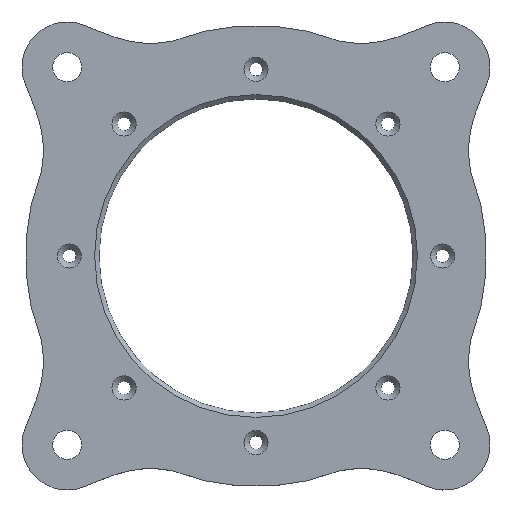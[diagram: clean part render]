
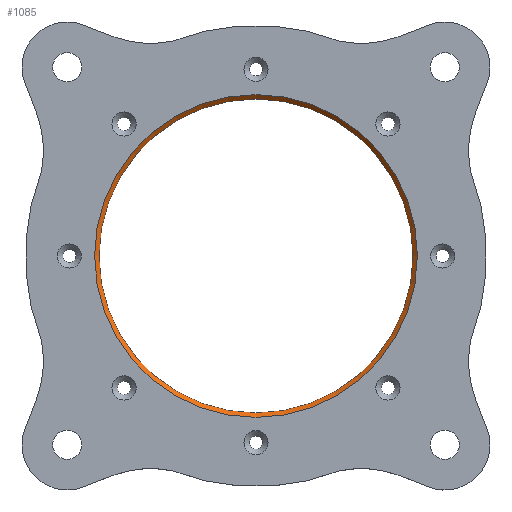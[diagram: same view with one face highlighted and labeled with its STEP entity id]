
A CAD part, top view. The second image highlights one B-rep face of the part: STEP entity #1085.
In plain terms, the highlighted conical face has half-angle 45 degrees and reference radius 36.25 mm.
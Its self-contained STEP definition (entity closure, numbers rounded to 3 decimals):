
#144=FACE_OUTER_BOUND('',#227,.T.);
#227=EDGE_LOOP('',(#1015,#1016,#1017,#1018));
#298=LINE('',#1908,#369);
#369=VECTOR('',#1595,36.25);
#430=CIRCLE('',#1185,36.75);
#453=CIRCLE('',#1238,35.75);
#522=VERTEX_POINT('',#1782);
#553=VERTEX_POINT('',#1903);
#646=EDGE_CURVE('',#522,#522,#430,.T.);
#706=EDGE_CURVE('',#553,#553,#453,.T.);
#708=EDGE_CURVE('',#522,#553,#298,.T.);
#1015=ORIENTED_EDGE('',*,*,#646,.T.);
#1016=ORIENTED_EDGE('',*,*,#708,.T.);
#1017=ORIENTED_EDGE('',*,*,#706,.T.);
#1018=ORIENTED_EDGE('',*,*,#708,.F.);
#1028=CONICAL_SURFACE('',#1240,36.25,0.785);
#1085=ADVANCED_FACE('',(#144),#1028,.F.);
#1185=AXIS2_PLACEMENT_3D('',#1783,#1445,#1446);
#1238=AXIS2_PLACEMENT_3D('',#1904,#1588,#1589);
#1240=AXIS2_PLACEMENT_3D('',#1907,#1593,#1594);
#1445=DIRECTION('center_axis',(0.,0.,1.));
#1446=DIRECTION('ref_axis',(1.,0.,0.));
#1588=DIRECTION('center_axis',(0.,0.,-1.));
#1589=DIRECTION('ref_axis',(1.,0.,0.));
#1593=DIRECTION('center_axis',(0.,0.,1.));
#1594=DIRECTION('ref_axis',(1.,0.,0.));
#1595=DIRECTION('',(0.707,0.,-0.707));
#1782=CARTESIAN_POINT('',(-36.75,0.,4.));
#1783=CARTESIAN_POINT('Origin',(0.,0.,4.));
#1903=CARTESIAN_POINT('',(-35.75,0.,3.));
#1904=CARTESIAN_POINT('Origin',(0.,0.,3.));
#1907=CARTESIAN_POINT('Origin',(0.,0.,3.5));
#1908=CARTESIAN_POINT('',(-36.25,0.,3.5));
